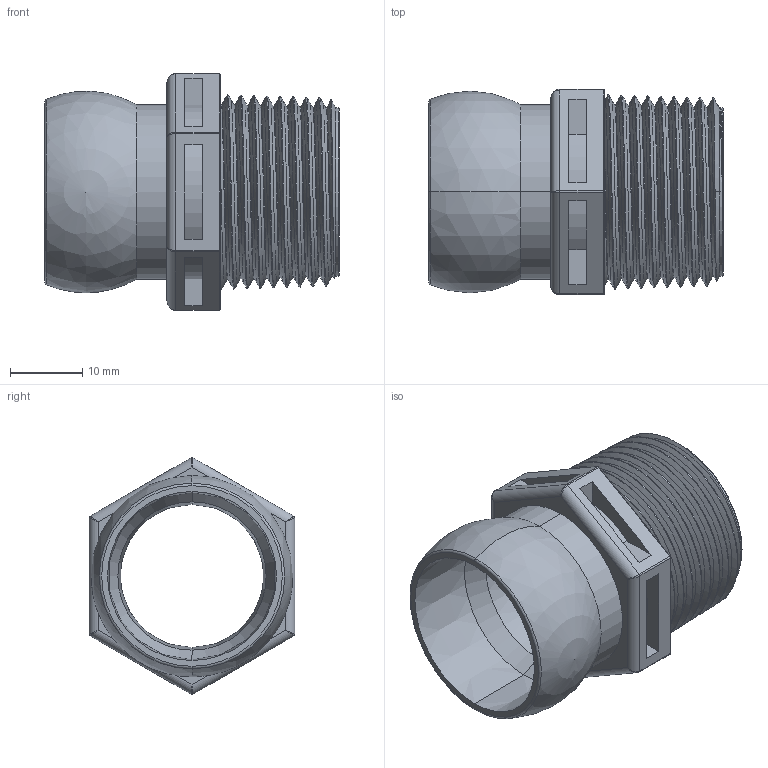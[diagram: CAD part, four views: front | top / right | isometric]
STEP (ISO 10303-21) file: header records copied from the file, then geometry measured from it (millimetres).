
FILE_DESCRIPTION (( 'STEP AP203' ), '1' );
FILE_NAME ('3-4 x3-4 NPT.STEP', '2005-02-04T21:28:09', ( 'mark lockwood' ), ( 'lockwood products inc.' ), 'SwSTEP 2.0', 'SolidWorks 2004146', '' );
FILE_SCHEMA (( 'CONFIG_CONTROL_DESIGN' ));
Length unit declared in the file: inch
Products named in the file (1): 3-4 x3-4 NPT
Bounding box: 40.69 x 28.45 x 32.77 mm (x, y, z)
Volume: 7846.7 mm3; surface area: 8237.4 mm2
Topology: 1 solids, 1 shells, 101 faces, 240 edges, 141 vertices
Faces by surface type: plane 34, cylinder 32, torus 12, bspline 12, cone 9, sphere 2
Entity records: 11368 total; most frequent: CARTESIAN_POINT 9090, ORIENTED_EDGE 458, DIRECTION 449, EDGE_CURVE 229, AXIS2_PLACEMENT_3D 169, VERTEX_POINT 138, EDGE_LOOP 111, LINE 111
